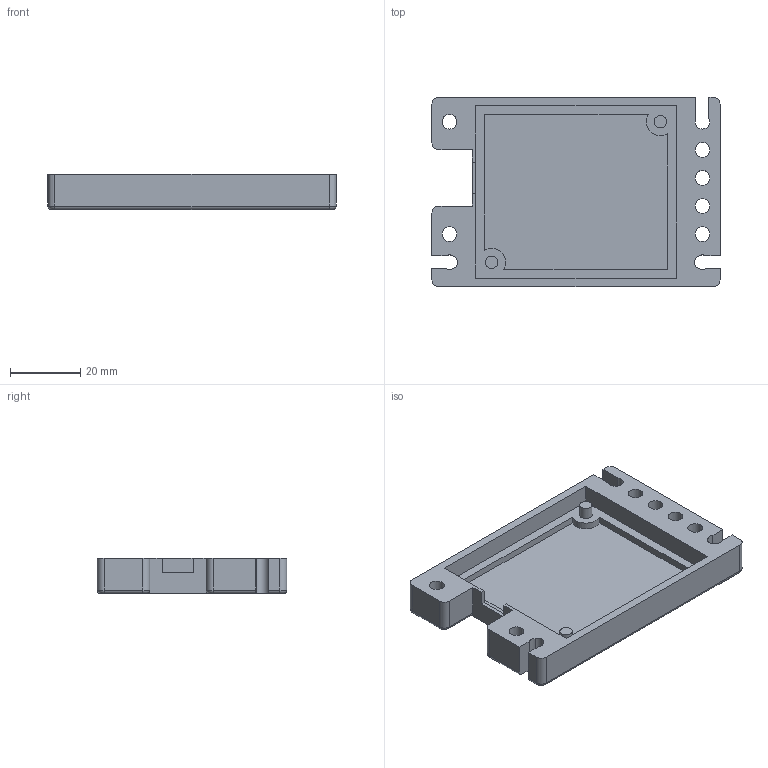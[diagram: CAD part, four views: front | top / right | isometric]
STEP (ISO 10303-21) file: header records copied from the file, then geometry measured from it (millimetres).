
FILE_DESCRIPTION(/* description */ ('STEP AP242','CAx-IF Rec.Pracs.---Representation and Presentation of Product Manufacturing Information (PMI)---4.0---2014-10-13','CAx-IF Rec.Pracs.---3D Tessellated Geometry---0.4---2014-09-14','2;1'),/* implementation_level */ '2;1');
FILE_NAME(/* name */ '62c4f27d6ed7c1088a4efd4f',/* time_stamp */ '2022-07-06T02:25:01+00:00',/* author */ (''),/* organization */ (''),/* preprocessor_version */ 'ST-DEVELOPER v18.102',/* originating_system */ ' ',/* authorisation */ ' ');
FILE_SCHEMA (('AP242_MANAGED_MODEL_BASED_3D_ENGINEERING_MIM_LF { 1 0 10303 442 1 1 4 }'));
Length unit declared in the file: metre
Products named in the file (1): Base
Bounding box: 82 x 54 x 10 mm (x, y, z)
Volume: 20862.3 mm3; surface area: 13712.7 mm2
Topology: 1 solids, 1 shells, 73 faces, 192 edges, 124 vertices
Faces by surface type: plane 34, cylinder 33, torus 6
Full cylindrical faces by diameter (mm): 3.5 x2, 4.2 x6
Entity records: 2268 total; most frequent: DIRECTION 404, CARTESIAN_POINT 382, ORIENTED_EDGE 368, EDGE_CURVE 184, AXIS2_PLACEMENT_3D 146, VERTEX_POINT 124, LINE 112, VECTOR 112
